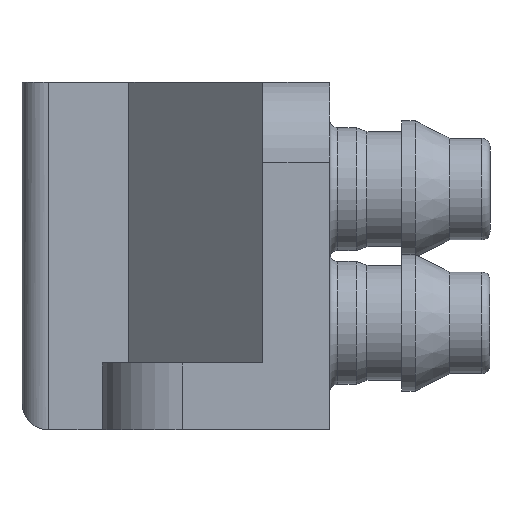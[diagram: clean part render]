
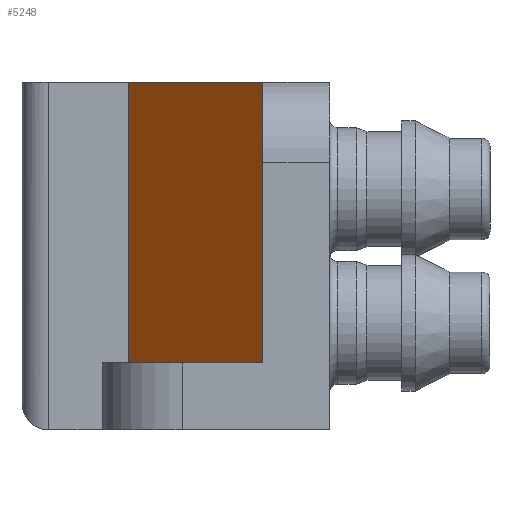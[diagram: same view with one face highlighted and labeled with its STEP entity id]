
A CAD part, left-side view. The second image highlights one B-rep face of the part: STEP entity #5248.
In plain terms, the highlighted planar face has unit normal (-0.707, 0.707, 0).
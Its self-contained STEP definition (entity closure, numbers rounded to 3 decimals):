
#241=LINE('',#7941,#767);
#258=LINE('',#7982,#784);
#261=LINE('',#7990,#787);
#262=LINE('',#7991,#788);
#767=VECTOR('',#6263,1000.);
#784=VECTOR('',#6298,1000.);
#787=VECTOR('',#6305,1000.);
#788=VECTOR('',#6306,1000.);
#1361=ORIENTED_EDGE('',*,*,#2882,.T.);
#1362=ORIENTED_EDGE('',*,*,#2908,.T.);
#1363=ORIENTED_EDGE('',*,*,#2904,.F.);
#1364=ORIENTED_EDGE('',*,*,#2909,.F.);
#2882=EDGE_CURVE('',#3658,#3657,#241,.T.);
#2904=EDGE_CURVE('',#3673,#3674,#258,.T.);
#2908=EDGE_CURVE('',#3657,#3674,#261,.T.);
#2909=EDGE_CURVE('',#3658,#3673,#262,.T.);
#3657=VERTEX_POINT('',#7940);
#3658=VERTEX_POINT('',#7942);
#3673=VERTEX_POINT('',#7983);
#3674=VERTEX_POINT('',#7984);
#4367=EDGE_LOOP('',(#1361,#1362,#1363,#1364));
#4727=FACE_BOUND('',#4367,.T.);
#5077=PLANE('',#5624);
#5248=ADVANCED_FACE('',(#4727),#5077,.F.);
#5624=AXIS2_PLACEMENT_3D('',#7989,#6303,#6304);
#6263=DIRECTION('',(0.,0.,-1.));
#6298=DIRECTION('',(0.,0.,-1.));
#6303=DIRECTION('',(0.707,-0.707,0.));
#6304=DIRECTION('',(0.707,0.707,0.));
#6305=DIRECTION('',(-0.707,-0.707,0.));
#6306=DIRECTION('',(-0.707,-0.707,0.));
#7940=CARTESIAN_POINT('',(-2.,7.5,-4.));
#7941=CARTESIAN_POINT('',(-2.,7.5,6.5));
#7942=CARTESIAN_POINT('',(-2.,7.5,6.5));
#7982=CARTESIAN_POINT('',(-7.,2.5,6.5));
#7983=CARTESIAN_POINT('',(-7.,2.5,6.5));
#7984=CARTESIAN_POINT('',(-7.,2.5,-4.));
#7989=CARTESIAN_POINT('',(-2.,7.5,6.5));
#7990=CARTESIAN_POINT('',(-2.,7.5,-4.));
#7991=CARTESIAN_POINT('',(-2.,7.5,6.5));
